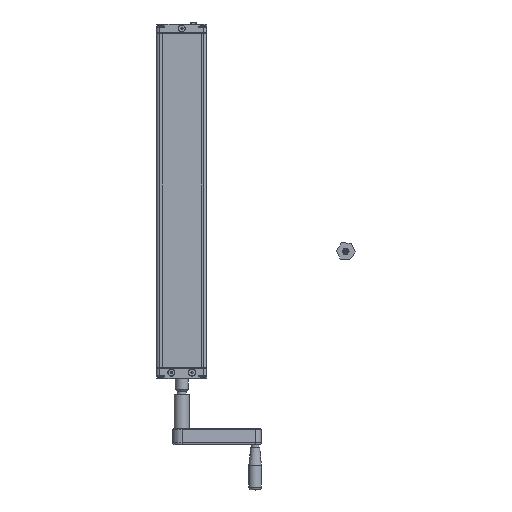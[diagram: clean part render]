
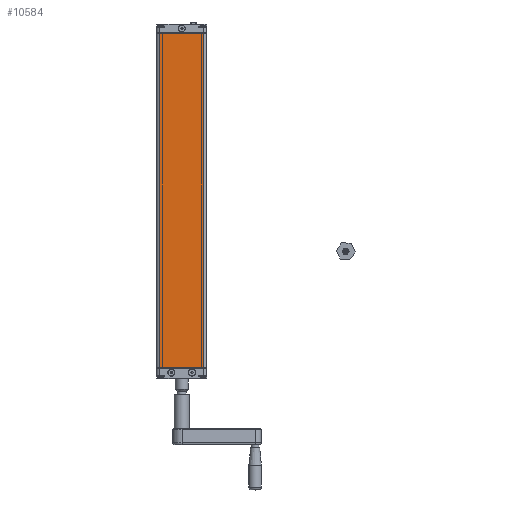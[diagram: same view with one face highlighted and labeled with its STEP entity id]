
A CAD part, top view. The second image highlights one B-rep face of the part: STEP entity #10584.
In plain terms, the highlighted planar face has unit normal (0, 0, 1).
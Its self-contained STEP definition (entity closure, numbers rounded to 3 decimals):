
#1907=FACE_OUTER_BOUND('',#2532,.T.);
#2532=EDGE_LOOP('',(#7439,#7440,#7441,#7442));
#3268=LINE('',#16737,#4024);
#3269=LINE('',#16739,#4025);
#3270=LINE('',#16741,#4026);
#3271=LINE('',#16742,#4027);
#4024=VECTOR('',#13304,569.5);
#4025=VECTOR('',#13305,75.);
#4026=VECTOR('',#13306,569.5);
#4027=VECTOR('',#13307,75.);
#4798=VERTEX_POINT('',#16735);
#4799=VERTEX_POINT('',#16736);
#4800=VERTEX_POINT('',#16738);
#4801=VERTEX_POINT('',#16740);
#5833=EDGE_CURVE('',#4798,#4799,#3268,.F.);
#5834=EDGE_CURVE('',#4800,#4798,#3269,.T.);
#5835=EDGE_CURVE('',#4801,#4800,#3270,.T.);
#5836=EDGE_CURVE('',#4799,#4801,#3271,.F.);
#7439=ORIENTED_EDGE('',*,*,#5833,.F.);
#7440=ORIENTED_EDGE('',*,*,#5834,.F.);
#7441=ORIENTED_EDGE('',*,*,#5835,.F.);
#7442=ORIENTED_EDGE('',*,*,#5836,.F.);
#10310=PLANE('',#11725);
#10584=ADVANCED_FACE('',(#1907),#10310,.T.);
#11725=AXIS2_PLACEMENT_3D('',#16734,#13302,#13303);
#13302=DIRECTION('center_axis',(0.,0.,1.));
#13303=DIRECTION('ref_axis',(1.,0.,0.));
#13304=DIRECTION('',(0.,-1.,0.));
#13305=DIRECTION('',(-1.,0.,0.));
#13306=DIRECTION('',(0.,-1.,0.));
#13307=DIRECTION('',(-1.,0.,0.));
#16734=CARTESIAN_POINT('Origin',(42.5,570.5,17.5));
#16735=CARTESIAN_POINT('',(-37.5,0.5,17.5));
#16736=CARTESIAN_POINT('',(-37.5,570.,17.5));
#16737=CARTESIAN_POINT('',(-37.5,570.,17.5));
#16738=CARTESIAN_POINT('',(37.5,0.5,17.5));
#16739=CARTESIAN_POINT('',(37.5,0.5,17.5));
#16740=CARTESIAN_POINT('',(37.5,570.,17.5));
#16741=CARTESIAN_POINT('',(37.5,570.,17.5));
#16742=CARTESIAN_POINT('',(37.5,570.,17.5));
